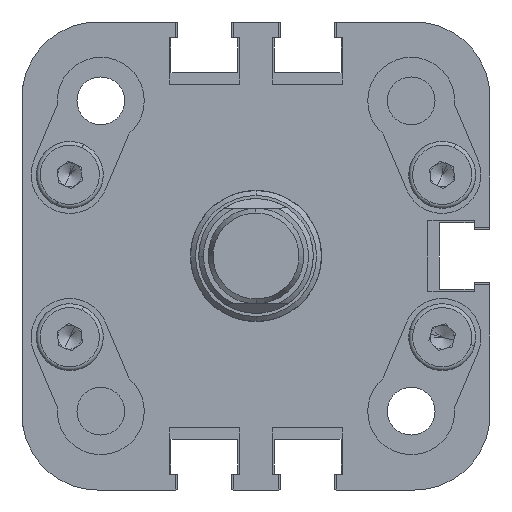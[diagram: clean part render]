
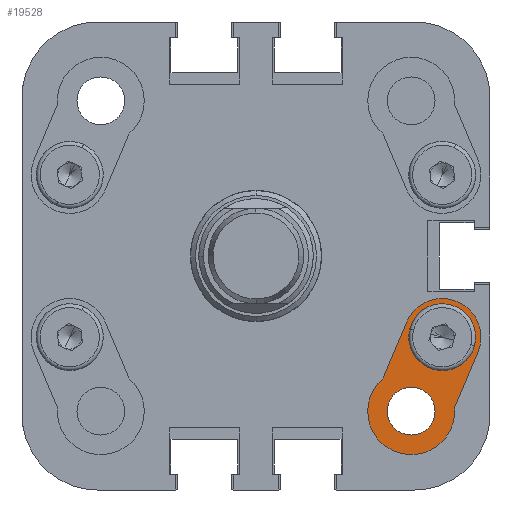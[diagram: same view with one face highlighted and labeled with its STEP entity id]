
A CAD part, left-side view. The second image highlights one B-rep face of the part: STEP entity #19528.
In plain terms, the highlighted face is planar.
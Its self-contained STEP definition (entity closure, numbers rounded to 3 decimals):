
#358 = EDGE_CURVE ( 'NONE', #26732, #12760, #1057, .T. ) ;
#496 = CIRCLE ( 'NONE', #15353, 2.65 ) ;
#833 = VECTOR ( 'NONE', #2501, 1000. ) ;
#1057 = CIRCLE ( 'NONE', #9744, 4.05 ) ;
#1792 = DIRECTION ( 'NONE',  ( 0., 0., -1. ) ) ;
#1853 = DIRECTION ( 'NONE',  ( 1., 0., 0. ) ) ;
#2501 = DIRECTION ( 'NONE',  ( 0., -0.387, -0.922 ) ) ;
#2597 = AXIS2_PLACEMENT_3D ( 'NONE', #20400, #3336, #21175 ) ;
#2966 = DIRECTION ( 'NONE',  ( 1., 0., 0. ) ) ;
#3267 = FACE_BOUND ( 'NONE', #36180, .T. ) ;
#3336 = DIRECTION ( 'NONE',  ( 1., 0., 0. ) ) ;
#3835 = FACE_BOUND ( 'NONE', #11983, .T. ) ;
#4006 = CARTESIAN_POINT ( 'NONE',  ( -4.5, -16.25, 16.25 ) ) ;
#4078 = EDGE_CURVE ( 'NONE', #22454, #18183, #19735, .T. ) ;
#4450 = VERTEX_POINT ( 'NONE', #19271 ) ;
#4640 = VERTEX_POINT ( 'NONE', #9127 ) ;
#4869 = EDGE_CURVE ( 'NONE', #18183, #22454, #22762, .T. ) ;
#6922 = PLANE ( 'NONE',  #28606 ) ;
#7944 = AXIS2_PLACEMENT_3D ( 'NONE', #22416, #1853, #13667 ) ;
#9127 = CARTESIAN_POINT ( 'NONE',  ( -4.5, -19.5, 11.15 ) ) ;
#9285 = CARTESIAN_POINT ( 'NONE',  ( -4.5, -16.25, 16.25 ) ) ;
#9467 = DIRECTION ( 'NONE',  ( 0., 0., 1. ) ) ;
#9744 = AXIS2_PLACEMENT_3D ( 'NONE', #14190, #2966, #11313 ) ;
#9750 = VERTEX_POINT ( 'NONE', #13913 ) ;
#10251 = EDGE_CURVE ( 'NONE', #26732, #4450, #21027, .T. ) ;
#11313 = DIRECTION ( 'NONE',  ( 0., 0., -1. ) ) ;
#11463 = CARTESIAN_POINT ( 'NONE',  ( -4.5, -19.5, 8.5 ) ) ;
#11635 = AXIS2_PLACEMENT_3D ( 'NONE', #4006, #15799, #29973 ) ;
#11810 = LINE ( 'NONE', #17231, #833 ) ;
#11983 = EDGE_LOOP ( 'NONE', ( #13921, #23563 ) ) ;
#12150 = DIRECTION ( 'NONE',  ( -1., 0., 0. ) ) ;
#12522 = EDGE_CURVE ( 'NONE', #9750, #4450, #14068, .T. ) ;
#12712 = CARTESIAN_POINT ( 'NONE',  ( -4.5, -16.85, 8.5 ) ) ;
#12760 = VERTEX_POINT ( 'NONE', #23153 ) ;
#13667 = DIRECTION ( 'NONE',  ( 0., 0., 1. ) ) ;
#13913 = CARTESIAN_POINT ( 'NONE',  ( -4.5, -13.317, 12.771 ) ) ;
#13921 = ORIENTED_EDGE ( 'NONE', *, *, #4869, .F. ) ;
#14068 = CIRCLE ( 'NONE', #11635, 4.55 ) ;
#14190 = CARTESIAN_POINT ( 'NONE',  ( -4.5, -19.5, 8.5 ) ) ;
#15066 = FACE_OUTER_BOUND ( 'NONE', #35223, .T. ) ;
#15353 = AXIS2_PLACEMENT_3D ( 'NONE', #23981, #18339, #33252 ) ;
#15799 = DIRECTION ( 'NONE',  ( 1., 0., 0. ) ) ;
#16202 = CIRCLE ( 'NONE', #2597, 2.65 ) ;
#17231 = CARTESIAN_POINT ( 'NONE',  ( -4.5, -12.515, 14.684 ) ) ;
#18102 = CARTESIAN_POINT ( 'NONE',  ( -4.5, -19.985, 17.816 ) ) ;
#18183 = VERTEX_POINT ( 'NONE', #19589 ) ;
#18339 = DIRECTION ( 'NONE',  ( 1., 0., 0. ) ) ;
#19271 = CARTESIAN_POINT ( 'NONE',  ( -4.5, -20.787, 15.904 ) ) ;
#19528 = ADVANCED_FACE ( 'NONE', ( #3835, #3267, #15066 ), #6922, .F. ) ;
#19573 = ORIENTED_EDGE ( 'NONE', *, *, #32667, .F. ) ;
#19589 = CARTESIAN_POINT ( 'NONE',  ( -4.5, -16.25, 13.75 ) ) ;
#19735 = CIRCLE ( 'NONE', #7944, 2.5 ) ;
#19994 = ORIENTED_EDGE ( 'NONE', *, *, #22015, .T. ) ;
#20400 = CARTESIAN_POINT ( 'NONE',  ( -4.5, -19.5, 8.5 ) ) ;
#20992 = EDGE_CURVE ( 'NONE', #33361, #4640, #16202, .T. ) ;
#21027 = LINE ( 'NONE', #18102, #32618 ) ;
#21175 = DIRECTION ( 'NONE',  ( 0., 0., -1. ) ) ;
#21370 = ORIENTED_EDGE ( 'NONE', *, *, #10251, .F. ) ;
#22015 = EDGE_CURVE ( 'NONE', #12760, #38300, #23088, .T. ) ;
#22416 = CARTESIAN_POINT ( 'NONE',  ( -4.5, -16.25, 16.25 ) ) ;
#22453 = CARTESIAN_POINT ( 'NONE',  ( -4.5, -15.765, 6.934 ) ) ;
#22454 = VERTEX_POINT ( 'NONE', #29643 ) ;
#22693 = EDGE_CURVE ( 'NONE', #9750, #38300, #11810, .T. ) ;
#22762 = CIRCLE ( 'NONE', #37619, 2.5 ) ;
#22965 = ORIENTED_EDGE ( 'NONE', *, *, #20992, .F. ) ;
#23088 = CIRCLE ( 'NONE', #30509, 4.05 ) ;
#23153 = CARTESIAN_POINT ( 'NONE',  ( -4.5, -19.5, 4.45 ) ) ;
#23283 = DIRECTION ( 'NONE',  ( 1., 0., 0. ) ) ;
#23563 = ORIENTED_EDGE ( 'NONE', *, *, #4078, .F. ) ;
#23981 = CARTESIAN_POINT ( 'NONE',  ( -4.5, -19.5, 8.5 ) ) ;
#23986 = DIRECTION ( 'NONE',  ( 0., 0., 1. ) ) ;
#24590 = ORIENTED_EDGE ( 'NONE', *, *, #12522, .T. ) ;
#25904 = CARTESIAN_POINT ( 'NONE',  ( -4.5, -23.235, 10.066 ) ) ;
#26732 = VERTEX_POINT ( 'NONE', #25904 ) ;
#28606 = AXIS2_PLACEMENT_3D ( 'NONE', #12712, #12150, #23986 ) ;
#29427 = DIRECTION ( 'NONE',  ( 1., 0., 0. ) ) ;
#29643 = CARTESIAN_POINT ( 'NONE',  ( -4.5, -16.25, 18.75 ) ) ;
#29916 = DIRECTION ( 'NONE',  ( 0., 0.387, 0.922 ) ) ;
#29973 = DIRECTION ( 'NONE',  ( 0., 0., -1. ) ) ;
#30398 = ORIENTED_EDGE ( 'NONE', *, *, #22693, .F. ) ;
#30509 = AXIS2_PLACEMENT_3D ( 'NONE', #11463, #23283, #1792 ) ;
#32618 = VECTOR ( 'NONE', #29916, 1000. ) ;
#32667 = EDGE_CURVE ( 'NONE', #4640, #33361, #496, .T. ) ;
#33252 = DIRECTION ( 'NONE',  ( 0., 0., -1. ) ) ;
#33361 = VERTEX_POINT ( 'NONE', #36455 ) ;
#35223 = EDGE_LOOP ( 'NONE', ( #21370, #36209, #19994, #30398, #24590 ) ) ;
#36180 = EDGE_LOOP ( 'NONE', ( #22965, #19573 ) ) ;
#36209 = ORIENTED_EDGE ( 'NONE', *, *, #358, .T. ) ;
#36455 = CARTESIAN_POINT ( 'NONE',  ( -4.5, -19.5, 5.85 ) ) ;
#37619 = AXIS2_PLACEMENT_3D ( 'NONE', #9285, #29427, #9467 ) ;
#38300 = VERTEX_POINT ( 'NONE', #22453 ) ;
